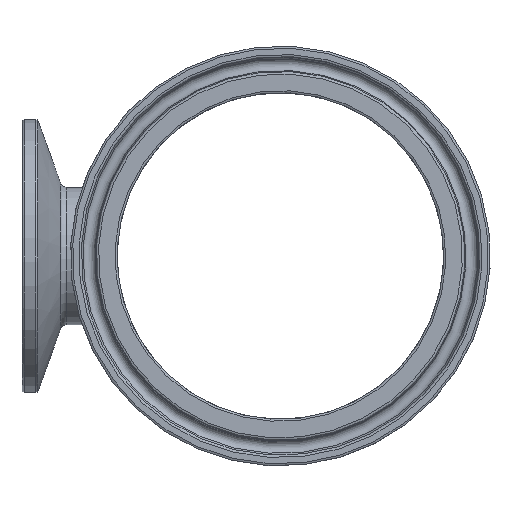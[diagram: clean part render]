
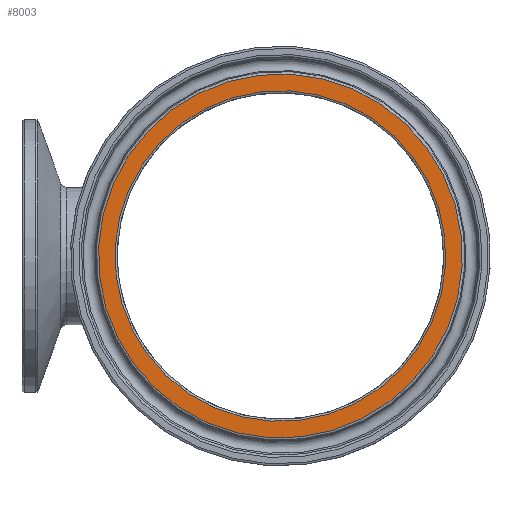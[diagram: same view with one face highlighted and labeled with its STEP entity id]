
A CAD part, left-side view. The second image highlights one B-rep face of the part: STEP entity #8003.
In plain terms, the highlighted planar face has unit normal (-1, 0, 0).
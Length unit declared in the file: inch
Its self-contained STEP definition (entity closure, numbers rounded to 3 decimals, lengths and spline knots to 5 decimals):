
#157=FACE_BOUND('',#1507,.T.);
#565=PLANE('',#8479);
#991=FACE_OUTER_BOUND('',#1506,.T.);
#1506=EDGE_LOOP('',(#7350));
#1507=EDGE_LOOP('',(#7351));
#3174=CIRCLE('',#8478,1.2);
#3175=CIRCLE('',#8480,1.32066);
#3958=VERTEX_POINT('',#17333);
#3959=VERTEX_POINT('',#17336);
#5104=EDGE_CURVE('',#3958,#3958,#3174,.T.);
#5105=EDGE_CURVE('',#3959,#3959,#3175,.T.);
#7350=ORIENTED_EDGE('',*,*,#5105,.F.);
#7351=ORIENTED_EDGE('',*,*,#5104,.F.);
#8003=ADVANCED_FACE('',(#991,#157),#565,.T.);
#8478=AXIS2_PLACEMENT_3D('',#17334,#9942,#9943);
#8479=AXIS2_PLACEMENT_3D('',#17335,#9944,#9945);
#8480=AXIS2_PLACEMENT_3D('',#17337,#9946,#9947);
#9942=DIRECTION('center_axis',(-1.,0.,0.));
#9943=DIRECTION('ref_axis',(0.,-0.835,-0.55));
#9944=DIRECTION('center_axis',(-1.,0.,0.));
#9945=DIRECTION('ref_axis',(0.,-0.55,0.835));
#9946=DIRECTION('center_axis',(1.,0.,0.));
#9947=DIRECTION('ref_axis',(0.,-0.835,-0.55));
#17333=CARTESIAN_POINT('',(-3.625,1.00196,0.66037));
#17334=CARTESIAN_POINT('Origin',(-3.625,0.,0.));
#17335=CARTESIAN_POINT('Origin',(-3.625,1.11439,0.73447));
#17336=CARTESIAN_POINT('',(-3.625,1.1027,0.72676));
#17337=CARTESIAN_POINT('Origin',(-3.625,0.,0.));
